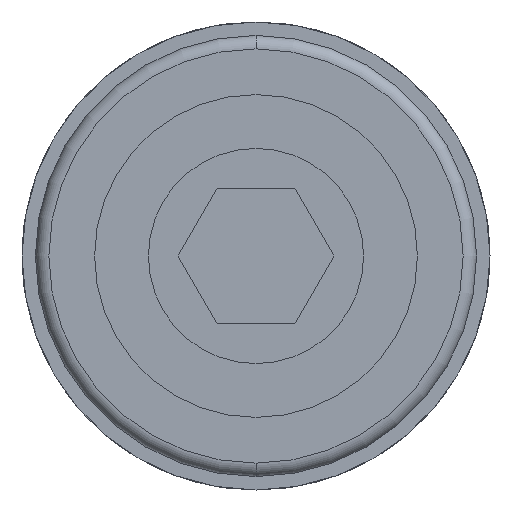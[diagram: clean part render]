
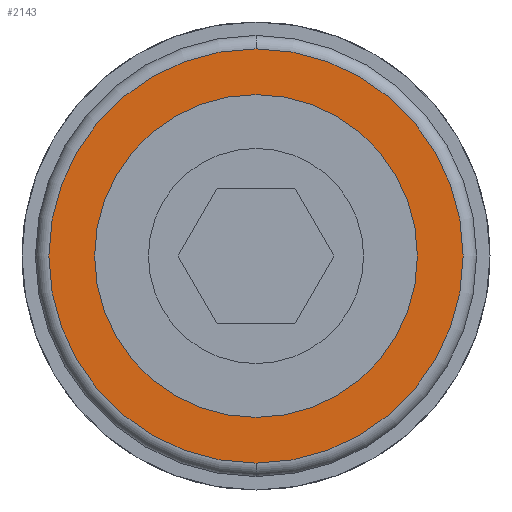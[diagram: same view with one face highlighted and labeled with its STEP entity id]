
A CAD part, front view. The second image highlights one B-rep face of the part: STEP entity #2143.
In plain terms, the highlighted planar face has unit normal (0, -1, 0).
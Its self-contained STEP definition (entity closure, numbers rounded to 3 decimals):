
#380 = FACE_OUTER_BOUND ( 'NONE', #1601, .T. ) ;
#408 = ORIENTED_EDGE ( 'NONE', *, *, #8320, .T. ) ;
#604 = ORIENTED_EDGE ( 'NONE', *, *, #3730, .T. ) ;
#695 = DIRECTION ( 'NONE',  ( 0., 1., 0. ) ) ;
#1343 = CARTESIAN_POINT ( 'NONE',  ( 0., -31.5, 0. ) ) ;
#1415 = DIRECTION ( 'NONE',  ( 0., -1., 0. ) ) ;
#1487 = CARTESIAN_POINT ( 'NONE',  ( 0., -31.5, -6. ) ) ;
#1601 = EDGE_LOOP ( 'NONE', ( #8652, #604 ) ) ;
#1735 = VERTEX_POINT ( 'NONE', #6543 ) ;
#2034 = EDGE_LOOP ( 'NONE', ( #6103, #408 ) ) ;
#2072 = CARTESIAN_POINT ( 'NONE',  ( 0., -31.5, 0. ) ) ;
#2143 = ADVANCED_FACE ( 'Defeature ausgef�hrt3_13', ( #380, #2914 ), #11354, .F. ) ;
#2354 = CIRCLE ( 'NONE', #4013, 7.7 ) ;
#2914 = FACE_BOUND ( 'NONE', #2034, .T. ) ;
#3585 = DIRECTION ( 'NONE',  ( 0., 0., 1. ) ) ;
#3730 = EDGE_CURVE ( 'Defeature ausgef�hrt3_13+Defeature ausgef�hrt3_16+Defeature ausgef�hrt3_16+Defeature ausgef�hrt3_16', #5214, #8106, #5258, .T. ) ;
#4013 = AXIS2_PLACEMENT_3D ( 'NONE', #1343, #1415, #5873 ) ;
#4634 = CIRCLE ( 'NONE', #8850, 6. ) ;
#4952 = DIRECTION ( 'NONE',  ( 0., 1., 0. ) ) ;
#4997 = CARTESIAN_POINT ( 'NONE',  ( 8.2, -31.5, 0. ) ) ;
#5214 = VERTEX_POINT ( 'NONE', #5675 ) ;
#5258 = CIRCLE ( 'NONE', #5395, 7.7 ) ;
#5395 = AXIS2_PLACEMENT_3D ( 'NONE', #8158, #8963, #3585 ) ;
#5623 = VERTEX_POINT ( 'NONE', #1487 ) ;
#5675 = CARTESIAN_POINT ( 'NONE',  ( 0., -31.5, -7.7 ) ) ;
#5715 = CARTESIAN_POINT ( 'NONE',  ( 0., -31.5, 7.7 ) ) ;
#5873 = DIRECTION ( 'NONE',  ( 0., 0., 1. ) ) ;
#5888 = EDGE_CURVE ( 'Defeature ausgef�hrt3_13+Defeature ausgef�hrt3_12+Defeature ausgef�hrt3_12+Defeature ausgef�hrt3_12', #1735, #5623, #4634, .T. ) ;
#6103 = ORIENTED_EDGE ( 'NONE', *, *, #5888, .T. ) ;
#6543 = CARTESIAN_POINT ( 'NONE',  ( 0., -31.5, 6. ) ) ;
#6960 = AXIS2_PLACEMENT_3D ( 'NONE', #8099, #695, #8858 ) ;
#7435 = DIRECTION ( 'NONE',  ( 0., 0., 1. ) ) ;
#8099 = CARTESIAN_POINT ( 'NONE',  ( 0., -31.5, 0. ) ) ;
#8106 = VERTEX_POINT ( 'NONE', #5715 ) ;
#8158 = CARTESIAN_POINT ( 'NONE',  ( 0., -31.5, 0. ) ) ;
#8320 = EDGE_CURVE ( 'Defeature ausgef�hrt3_13+Defeature ausgef�hrt3_12+Defeature ausgef�hrt3_12+Defeature ausgef�hrt3_12', #5623, #1735, #10373, .T. ) ;
#8435 = DIRECTION ( 'NONE',  ( 0., 1., 0. ) ) ;
#8652 = ORIENTED_EDGE ( 'NONE', *, *, #11300, .T. ) ;
#8673 = DIRECTION ( 'NONE',  ( 0., 0., 1. ) ) ;
#8850 = AXIS2_PLACEMENT_3D ( 'NONE', #2072, #8435, #7435 ) ;
#8858 = DIRECTION ( 'NONE',  ( 0., 0., 1. ) ) ;
#8963 = DIRECTION ( 'NONE',  ( 0., -1., 0. ) ) ;
#9488 = AXIS2_PLACEMENT_3D ( 'NONE', #4997, #4952, #8673 ) ;
#10373 = CIRCLE ( 'NONE', #6960, 6. ) ;
#11300 = EDGE_CURVE ( 'Defeature ausgef�hrt3_13+Defeature ausgef�hrt3_16+Defeature ausgef�hrt3_16+Defeature ausgef�hrt3_16', #8106, #5214, #2354, .T. ) ;
#11354 = PLANE ( 'NONE',  #9488 ) ;
